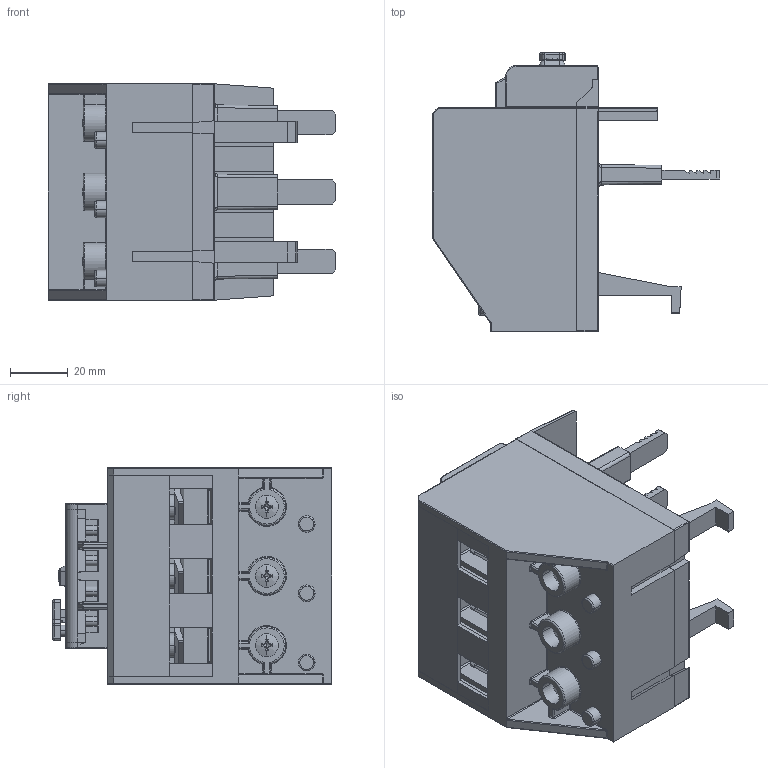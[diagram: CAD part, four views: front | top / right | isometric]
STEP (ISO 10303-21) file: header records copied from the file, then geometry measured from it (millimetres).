
FILE_DESCRIPTION (( 'STEP AP203' ), '1' );
FILE_NAME ('RW117-3D3-U080.step', '2023-01-18T17:24:34', ( '' ), ( '' ), 'SwSTEP 2.0', 'SolidWorks 2021', '' );
FILE_SCHEMA (( 'CONFIG_CONTROL_DESIGN' ));
Products named in the file (1): RW117-3D3-U080
Bounding box: 99.5 x 96.9 x 75.13 mm (x, y, z)
Volume: 293893.6 mm3; surface area: 102079.7 mm2
Topology: 48 solids, 51 shells, 2642 faces, 6977 edges, 4469 vertices
Faces by surface type: plane 1423, cylinder 718, bspline 362, cone 139
Entity records: 90163 total; most frequent: CARTESIAN_POINT 27525, ORIENTED_EDGE 13870, DIRECTION 11904, EDGE_CURVE 6935, VERTEX_POINT 4469, VECTOR 4210, LINE 4210, AXIS2_PLACEMENT_3D 3847
